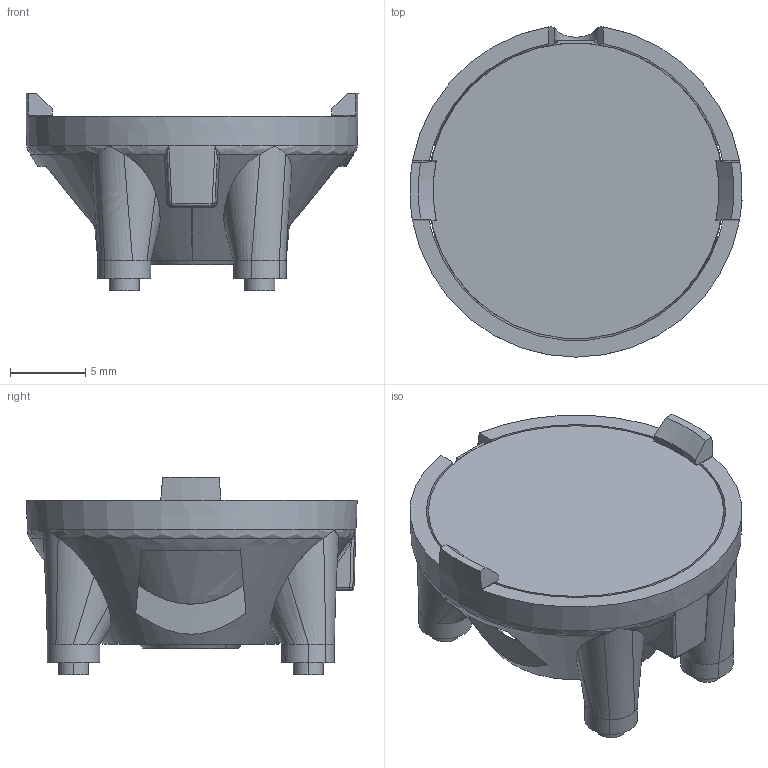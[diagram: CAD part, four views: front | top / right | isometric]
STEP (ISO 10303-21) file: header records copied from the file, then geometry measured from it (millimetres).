
FILE_DESCRIPTION(('FreeCAD Model'),'2;1');
FILE_NAME('Carclo_10740_Optics.step','2018-03-07T14:00:29',( 'kicad StepUp'),('ksu MCAD'),'Open CASCADE STEP processor 6.8', 'FreeCAD','Unknown');
FILE_SCHEMA(('AUTOMOTIVE_DESIGN_CC2 { 1 2 10303 214 -1 1 5 4 }'));
Length unit declared in the file: millimetre
Products named in the file (2): ASSEMBLY; Carclo_10740_Optics
Assembly tree (1 placements, depth 2):
  ASSEMBLY
    Carclo_10740_Optics
Bounding box: 22.06 x 21.95 x 13.1 mm (x, y, z)
Surface area: 2370.6 mm2 (no closed solid volume)
Topology: 0 solids, 142 shells, 142 faces, 734 edges, 734 vertices
Faces by surface type: bspline 77, revolution 63, extrusion 2
Entity records: 14324 total; most frequent: CARTESIAN_POINT 7842, DIRECTION 968, ORIENTED_EDGE 734, EDGE_CURVE 734, VERTEX_POINT 734, AXIS2_PLACEMENT_3D 336, CIRCLE 298, B_SPLINE_CURVE_WITH_KNOTS 234
